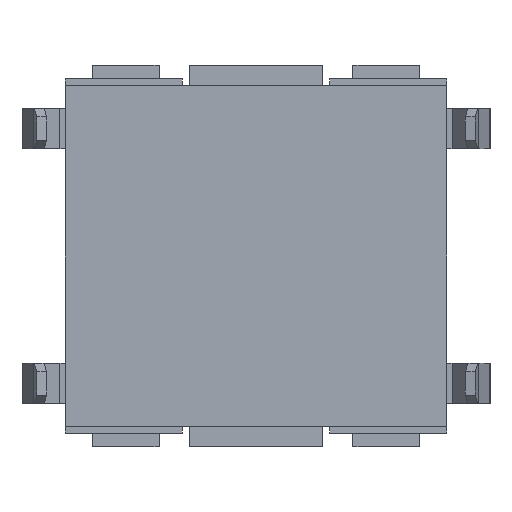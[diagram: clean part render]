
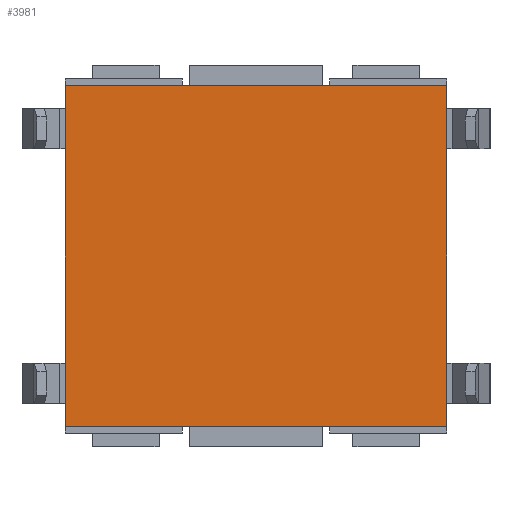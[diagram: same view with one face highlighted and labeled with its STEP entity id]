
A CAD part, front view. The second image highlights one B-rep face of the part: STEP entity #3981.
In plain terms, the highlighted planar face has unit normal (0, -1, 0).
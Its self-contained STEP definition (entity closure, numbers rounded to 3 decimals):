
#2308 = DIRECTION ( 'NONE',  ( 0., 0., 1. ) ) ;
#2309 = VECTOR ( 'NONE', #2308, 1000. ) ;
#2310 = CARTESIAN_POINT ( 'NONE',  ( -5.7, 0., 0. ) ) ;
#2311 = LINE ( 'NONE', #2310, #2309 ) ;
#2312 = DIRECTION ( 'NONE',  ( 0., 0., -1. ) ) ;
#2313 = VECTOR ( 'NONE', #2312, 1000. ) ;
#2314 = CARTESIAN_POINT ( 'NONE',  ( 5.7, 0., 0. ) ) ;
#2315 = DIRECTION ( 'NONE',  ( 0., 0., -1. ) ) ;
#2316 = DIRECTION ( 'NONE',  ( 0., -1., 0. ) ) ;
#2317 = CARTESIAN_POINT ( 'NONE',  ( 5.7, 0., 5.1 ) ) ;
#2318 = LINE ( 'NONE', #2314, #2313 ) ;
#2319 = AXIS2_PLACEMENT_3D ( 'NONE', #2317, #2316, #2315 ) ;
#2320 = PLANE ( 'NONE',  #2319 ) ;
#2322 = FACE_OUTER_BOUND ( 'NONE', #3982, .T. ) ;
#2403 = CARTESIAN_POINT ( 'NONE',  ( 5.7, 0., 5.1 ) ) ;
#2404 = DIRECTION ( 'NONE',  ( 1., 0., 0. ) ) ;
#2405 = VECTOR ( 'NONE', #2404, 1000. ) ;
#2406 = CARTESIAN_POINT ( 'NONE',  ( 5.7, 0., 5.1 ) ) ;
#2407 = LINE ( 'NONE', #2406, #2405 ) ;
#2408 = CARTESIAN_POINT ( 'NONE',  ( -5.7, 0., 5.1 ) ) ;
#2425 = DIRECTION ( 'NONE',  ( 1., 0., 0. ) ) ;
#2426 = VECTOR ( 'NONE', #2425, 1000. ) ;
#2427 = CARTESIAN_POINT ( 'NONE',  ( -5.7, 0., -5.1 ) ) ;
#2428 = LINE ( 'NONE', #2427, #2426 ) ;
#2429 = CARTESIAN_POINT ( 'NONE',  ( 5.7, 0., -5.1 ) ) ;
#2721 = CARTESIAN_POINT ( 'NONE',  ( -5.7, 0., -5.1 ) ) ;
#3981 = ADVANCED_FACE ( 'NONE', ( #2322 ), #2320, .T. ) ;
#3982 = EDGE_LOOP ( 'NONE', ( #3983, #3984, #3986, #3987 ) ) ;
#3983 = ORIENTED_EDGE ( 'NONE', *, *, #4030, .T. ) ;
#3984 = ORIENTED_EDGE ( 'NONE', *, *, #3985, .F. ) ;
#3985 = EDGE_CURVE ( 'NONE', #4042, #4028, #2318, .T. ) ;
#3986 = ORIENTED_EDGE ( 'NONE', *, *, #4041, .F. ) ;
#3987 = ORIENTED_EDGE ( 'NONE', *, *, #3988, .F. ) ;
#3988 = EDGE_CURVE ( 'NONE', #4208, #4039, #2311, .T. ) ;
#4028 = VERTEX_POINT ( 'NONE', #2429 ) ;
#4030 = EDGE_CURVE ( 'NONE', #4208, #4028, #2428, .T. ) ;
#4039 = VERTEX_POINT ( 'NONE', #2408 ) ;
#4041 = EDGE_CURVE ( 'NONE', #4039, #4042, #2407, .T. ) ;
#4042 = VERTEX_POINT ( 'NONE', #2403 ) ;
#4208 = VERTEX_POINT ( 'NONE', #2721 ) ;
